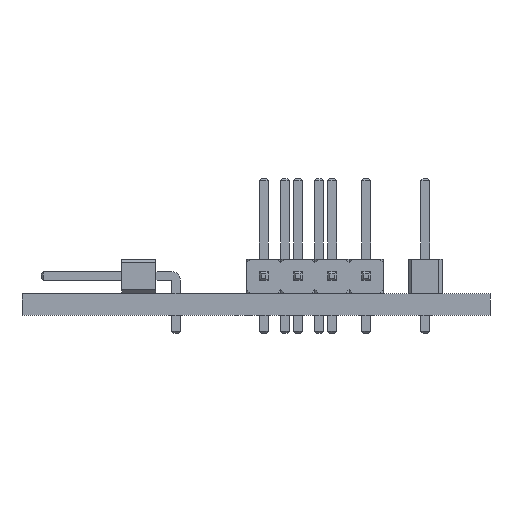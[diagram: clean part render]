
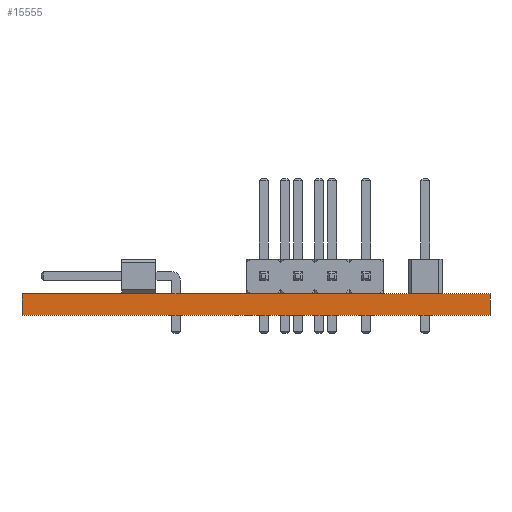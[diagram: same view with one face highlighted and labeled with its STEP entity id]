
A CAD part, left-side view. The second image highlights one B-rep face of the part: STEP entity #15555.
In plain terms, the highlighted planar face has unit normal (-1, 0, 0).
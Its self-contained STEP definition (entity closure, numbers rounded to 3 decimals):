
#15499 = VERTEX_POINT('',#15500);
#15500 = CARTESIAN_POINT('',(134.5,-82.45,1.6));
#15506 = EDGE_CURVE('',#15507,#15499,#15509,.T.);
#15507 = VERTEX_POINT('',#15508);
#15508 = CARTESIAN_POINT('',(134.5,-82.45,0.));
#15509 = LINE('',#15510,#15511);
#15510 = CARTESIAN_POINT('',(134.5,-82.45,0.));
#15511 = VECTOR('',#15512,1.);
#15512 = DIRECTION('',(0.,0.,1.));
#15555 = ADVANCED_FACE('',(#15556),#15581,.T.);
#15556 = FACE_BOUND('',#15557,.T.);
#15557 = EDGE_LOOP('',(#15558,#15559,#15567,#15575));
#15558 = ORIENTED_EDGE('',*,*,#15506,.T.);
#15559 = ORIENTED_EDGE('',*,*,#15560,.T.);
#15560 = EDGE_CURVE('',#15499,#15561,#15563,.T.);
#15561 = VERTEX_POINT('',#15562);
#15562 = CARTESIAN_POINT('',(134.5,-47.6,1.6));
#15563 = LINE('',#15564,#15565);
#15564 = CARTESIAN_POINT('',(134.5,-82.45,1.6));
#15565 = VECTOR('',#15566,1.);
#15566 = DIRECTION('',(0.,1.,0.));
#15567 = ORIENTED_EDGE('',*,*,#15568,.F.);
#15568 = EDGE_CURVE('',#15569,#15561,#15571,.T.);
#15569 = VERTEX_POINT('',#15570);
#15570 = CARTESIAN_POINT('',(134.5,-47.6,0.));
#15571 = LINE('',#15572,#15573);
#15572 = CARTESIAN_POINT('',(134.5,-47.6,0.));
#15573 = VECTOR('',#15574,1.);
#15574 = DIRECTION('',(0.,0.,1.));
#15575 = ORIENTED_EDGE('',*,*,#15576,.F.);
#15576 = EDGE_CURVE('',#15507,#15569,#15577,.T.);
#15577 = LINE('',#15578,#15579);
#15578 = CARTESIAN_POINT('',(134.5,-82.45,0.));
#15579 = VECTOR('',#15580,1.);
#15580 = DIRECTION('',(0.,1.,0.));
#15581 = PLANE('',#15582);
#15582 = AXIS2_PLACEMENT_3D('',#15583,#15584,#15585);
#15583 = CARTESIAN_POINT('',(134.5,-82.45,0.));
#15584 = DIRECTION('',(-1.,0.,0.));
#15585 = DIRECTION('',(0.,1.,0.));
